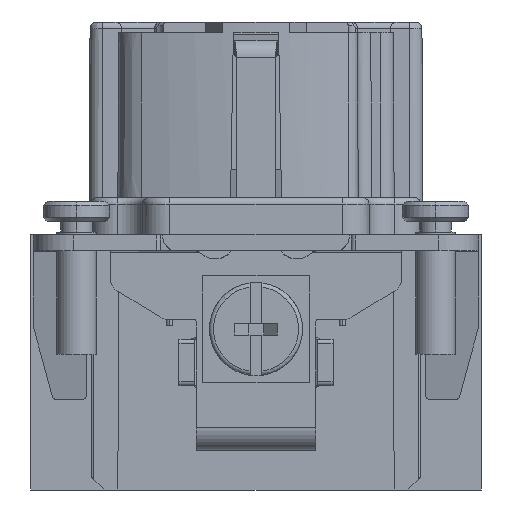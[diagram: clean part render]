
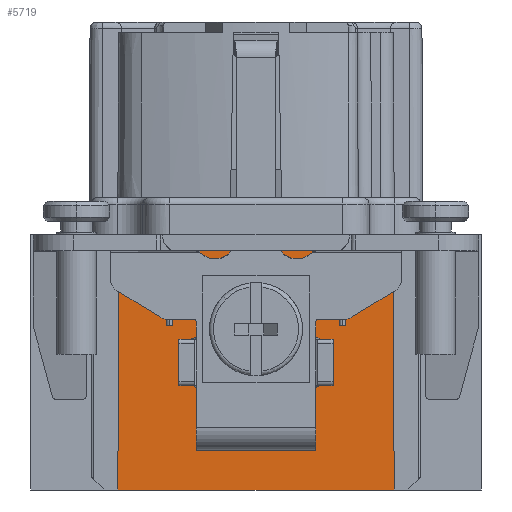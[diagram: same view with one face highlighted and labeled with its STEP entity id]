
A CAD part, front view. The second image highlights one B-rep face of the part: STEP entity #5719.
In plain terms, the highlighted planar face has unit normal (0, -1, 0).
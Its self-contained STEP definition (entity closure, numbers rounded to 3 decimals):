
#2346=PLANE('',#51311);
#2689=FACE_BOUND('',#11008,.T.);
#2690=FACE_BOUND('',#11009,.T.);
#2691=FACE_BOUND('',#11010,.T.);
#2938=B_SPLINE_CURVE_WITH_KNOTS('',3,(#66091,#66092,#66093,#66094),
 .UNSPECIFIED.,.F.,.F.,(4,4),(0.,1.),.UNSPECIFIED.);
#2941=B_SPLINE_CURVE_WITH_KNOTS('',3,(#66123,#66124,#66125,#66126),
 .UNSPECIFIED.,.F.,.F.,(4,4),(0.,1.),.UNSPECIFIED.);
#2946=B_SPLINE_CURVE_WITH_KNOTS('',3,(#66170,#66171,#66172,#66173),
 .UNSPECIFIED.,.F.,.F.,(4,4),(0.,1.),.UNSPECIFIED.);
#2949=B_SPLINE_CURVE_WITH_KNOTS('',3,(#66202,#66203,#66204,#66205),
 .UNSPECIFIED.,.F.,.F.,(4,4),(0.,1.),.UNSPECIFIED.);
#5719=ADVANCED_FACE('',(#2689,#2690,#2691),#2346,.F.);
#11008=EDGE_LOOP('',(#25229,#25230,#25231,#25232));
#11009=EDGE_LOOP('',(#25233,#25234));
#11010=EDGE_LOOP('',(#25235,#25236,#25237,#25238,#25239,#25240,#25241,#25242,
#25243,#25244,#25245,#25246,#25247,#25248,#25249,#25250));
#11507=CIRCLE('',#48646,2.);
#11510=CIRCLE('',#48656,2.);
#25229=ORIENTED_EDGE('',*,*,#37072,.F.);
#25230=ORIENTED_EDGE('',*,*,#37082,.T.);
#25231=ORIENTED_EDGE('',*,*,#37078,.T.);
#25232=ORIENTED_EDGE('',*,*,#37076,.T.);
#25233=ORIENTED_EDGE('',*,*,#31190,.T.);
#25234=ORIENTED_EDGE('',*,*,#31207,.T.);
#25235=ORIENTED_EDGE('',*,*,#35059,.F.);
#25236=ORIENTED_EDGE('',*,*,#35043,.F.);
#25237=ORIENTED_EDGE('',*,*,#37170,.T.);
#25238=ORIENTED_EDGE('',*,*,#31215,.F.);
#25239=ORIENTED_EDGE('',*,*,#31212,.T.);
#25240=ORIENTED_EDGE('',*,*,#31220,.T.);
#25241=ORIENTED_EDGE('',*,*,#37171,.T.);
#25242=ORIENTED_EDGE('',*,*,#35150,.T.);
#25243=ORIENTED_EDGE('',*,*,#35174,.T.);
#25244=ORIENTED_EDGE('',*,*,#35146,.F.);
#25245=ORIENTED_EDGE('',*,*,#37172,.T.);
#25246=ORIENTED_EDGE('',*,*,#31228,.F.);
#25247=ORIENTED_EDGE('',*,*,#31225,.T.);
#25248=ORIENTED_EDGE('',*,*,#31233,.T.);
#25249=ORIENTED_EDGE('',*,*,#37173,.T.);
#25250=ORIENTED_EDGE('',*,*,#35047,.T.);
#26403=VERTEX_POINT('',#66009);
#26404=VERTEX_POINT('',#66011);
#26416=VERTEX_POINT('',#66054);
#26419=VERTEX_POINT('',#66063);
#26421=VERTEX_POINT('',#66071);
#26424=VERTEX_POINT('',#66122);
#26426=VERTEX_POINT('',#66133);
#26429=VERTEX_POINT('',#66142);
#26431=VERTEX_POINT('',#66150);
#26434=VERTEX_POINT('',#66201);
#28984=VERTEX_POINT('',#75632);
#28987=VERTEX_POINT('',#75637);
#28989=VERTEX_POINT('',#75642);
#28991=VERTEX_POINT('',#75646);
#29046=VERTEX_POINT('',#75857);
#29047=VERTEX_POINT('',#75859);
#29049=VERTEX_POINT('',#75867);
#29050=VERTEX_POINT('',#75868);
#30295=VERTEX_POINT('',#80070);
#30296=VERTEX_POINT('',#80072);
#30297=VERTEX_POINT('',#80076);
#30298=VERTEX_POINT('',#80082);
#31190=EDGE_CURVE('',#26403,#26404,#11507,.T.);
#31207=EDGE_CURVE('',#26404,#26403,#11510,.T.);
#31212=EDGE_CURVE('',#26416,#26419,#37501,.T.);
#31215=EDGE_CURVE('',#26416,#26421,#2938,.T.);
#31220=EDGE_CURVE('',#26419,#26424,#2941,.T.);
#31225=EDGE_CURVE('',#26426,#26429,#37502,.T.);
#31228=EDGE_CURVE('',#26426,#26431,#2946,.T.);
#31233=EDGE_CURVE('',#26429,#26434,#2949,.T.);
#35043=EDGE_CURVE('',#28987,#28984,#40567,.T.);
#35047=EDGE_CURVE('',#28989,#28991,#40571,.T.);
#35059=EDGE_CURVE('',#28984,#28991,#40582,.T.);
#35146=EDGE_CURVE('',#29046,#29047,#40640,.T.);
#35150=EDGE_CURVE('',#29049,#29050,#40644,.T.);
#35174=EDGE_CURVE('',#29050,#29047,#40668,.T.);
#37072=EDGE_CURVE('',#30296,#30295,#42504,.T.);
#37076=EDGE_CURVE('',#30297,#30295,#42508,.T.);
#37078=EDGE_CURVE('',#30298,#30297,#42510,.T.);
#37082=EDGE_CURVE('',#30296,#30298,#42514,.T.);
#37170=EDGE_CURVE('',#28987,#26421,#42564,.T.);
#37171=EDGE_CURVE('',#26424,#29049,#42565,.T.);
#37172=EDGE_CURVE('',#29046,#26431,#42566,.T.);
#37173=EDGE_CURVE('',#26434,#28989,#42567,.T.);
#37501=LINE('',#66064,#42859);
#37502=LINE('',#66143,#42860);
#40567=LINE('',#75638,#45925);
#40571=LINE('',#75647,#45929);
#40582=LINE('',#75677,#45940);
#40640=LINE('',#75858,#45998);
#40644=LINE('',#75866,#46002);
#40668=LINE('',#75915,#46026);
#42504=LINE('',#80073,#47862);
#42508=LINE('',#80079,#47866);
#42510=LINE('',#80083,#47868);
#42514=LINE('',#80089,#47872);
#42564=LINE('',#80513,#47922);
#42565=LINE('',#80514,#47923);
#42566=LINE('',#80515,#47924);
#42567=LINE('',#80516,#47925);
#42859=VECTOR('',#53012,1.);
#42860=VECTOR('',#53029,1.);
#45925=VECTOR('',#59704,1.);
#45929=VECTOR('',#59710,1.);
#45940=VECTOR('',#59737,1.);
#45998=VECTOR('',#59897,1.);
#46002=VECTOR('',#59905,1.);
#46026=VECTOR('',#59943,1.);
#47862=VECTOR('',#63197,1.);
#47866=VECTOR('',#63203,1.);
#47868=VECTOR('',#63207,1.);
#47872=VECTOR('',#63213,1.);
#47922=VECTOR('',#63375,1.);
#47923=VECTOR('',#63376,1.);
#47924=VECTOR('',#63377,1.);
#47925=VECTOR('',#63378,1.);
#48646=AXIS2_PLACEMENT_3D('',#66012,#52968,#52969);
#48656=AXIS2_PLACEMENT_3D('',#66046,#53002,#53003);
#51311=AXIS2_PLACEMENT_3D('',#80517,#63379,#63380);
#52968=DIRECTION('',(0.,1.,0.));
#52969=DIRECTION('',(-1.,0.,0.));
#53002=DIRECTION('',(0.,1.,0.));
#53003=DIRECTION('',(1.,0.,0.));
#53012=DIRECTION('',(-1.,0.,0.));
#53029=DIRECTION('',(-1.,0.,0.));
#59704=DIRECTION('',(0.005,0.,-1.));
#59710=DIRECTION('',(-0.005,0.,-1.));
#59737=DIRECTION('',(-1.,0.,0.));
#59897=DIRECTION('',(0.,0.,1.));
#59905=DIRECTION('',(0.,0.,1.));
#59943=DIRECTION('',(-1.,0.,0.));
#63197=DIRECTION('',(1.,0.,0.));
#63203=DIRECTION('',(0.,0.,-1.));
#63207=DIRECTION('',(1.,0.,0.));
#63213=DIRECTION('',(0.,0.,1.));
#63375=DIRECTION('',(-1.,0.,0.));
#63376=DIRECTION('',(-1.,0.,0.));
#63377=DIRECTION('',(-1.,0.,0.));
#63378=DIRECTION('',(-1.,0.,0.));
#63379=DIRECTION('',(0.,1.,0.));
#63380=DIRECTION('',(-1.,0.,0.));
#66009=CARTESIAN_POINT('',(-2.,-43.85,-9.8));
#66011=CARTESIAN_POINT('',(2.,-43.85,-9.8));
#66012=CARTESIAN_POINT('',(0.,-43.85,-9.8));
#66046=CARTESIAN_POINT('',(0.,-43.85,-9.8));
#66054=CARTESIAN_POINT('',(6.703,-43.85,-9.5));
#66063=CARTESIAN_POINT('',(6.297,-43.85,-9.5));
#66064=CARTESIAN_POINT('',(6.703,-43.85,-9.5));
#66071=CARTESIAN_POINT('',(6.743,-43.85,-3.8));
#66091=CARTESIAN_POINT('',(6.703,-43.85,-9.5));
#66092=CARTESIAN_POINT('',(6.718,-43.85,-7.6));
#66093=CARTESIAN_POINT('',(6.731,-43.85,-5.7));
#66094=CARTESIAN_POINT('',(6.743,-43.85,-3.8));
#66122=CARTESIAN_POINT('',(6.257,-43.85,-3.8));
#66123=CARTESIAN_POINT('',(6.297,-43.85,-9.5));
#66124=CARTESIAN_POINT('',(6.282,-43.85,-7.6));
#66125=CARTESIAN_POINT('',(6.269,-43.85,-5.7));
#66126=CARTESIAN_POINT('',(6.257,-43.85,-3.8));
#66133=CARTESIAN_POINT('',(-6.297,-43.85,-9.5));
#66142=CARTESIAN_POINT('',(-6.703,-43.85,-9.5));
#66143=CARTESIAN_POINT('',(-6.297,-43.85,-9.5));
#66150=CARTESIAN_POINT('',(-6.257,-43.85,-3.8));
#66170=CARTESIAN_POINT('',(-6.297,-43.85,-9.5));
#66171=CARTESIAN_POINT('',(-6.282,-43.85,-7.6));
#66172=CARTESIAN_POINT('',(-6.269,-43.85,-5.7));
#66173=CARTESIAN_POINT('',(-6.257,-43.85,-3.8));
#66201=CARTESIAN_POINT('',(-6.743,-43.85,-3.8));
#66202=CARTESIAN_POINT('',(-6.703,-43.85,-9.5));
#66203=CARTESIAN_POINT('',(-6.718,-43.85,-7.6));
#66204=CARTESIAN_POINT('',(-6.731,-43.85,-5.7));
#66205=CARTESIAN_POINT('',(-6.743,-43.85,-3.8));
#75632=CARTESIAN_POINT('',(10.395,-43.85,-21.9));
#75637=CARTESIAN_POINT('',(10.3,-43.85,-3.8));
#75638=CARTESIAN_POINT('',(10.3,-43.85,-3.8));
#75642=CARTESIAN_POINT('',(-10.3,-43.85,-3.8));
#75646=CARTESIAN_POINT('',(-10.395,-43.85,-21.9));
#75647=CARTESIAN_POINT('',(-10.3,-43.85,-3.8));
#75677=CARTESIAN_POINT('',(10.395,-43.85,-21.9));
#75857=CARTESIAN_POINT('',(-2.5,-43.85,-3.8));
#75858=CARTESIAN_POINT('',(-2.5,-43.85,-3.8));
#75859=CARTESIAN_POINT('',(-2.5,-43.85,-2.9));
#75866=CARTESIAN_POINT('',(2.5,-43.85,-3.8));
#75867=CARTESIAN_POINT('',(2.5,-43.85,-3.8));
#75868=CARTESIAN_POINT('',(2.5,-43.85,-2.9));
#75915=CARTESIAN_POINT('',(2.5,-43.85,-2.9));
#80070=CARTESIAN_POINT('',(4.5,-43.85,-18.9));
#80072=CARTESIAN_POINT('',(-4.5,-43.85,-18.9));
#80073=CARTESIAN_POINT('',(-4.5,-43.85,-18.9));
#80076=CARTESIAN_POINT('',(4.5,-43.85,-17.7));
#80079=CARTESIAN_POINT('',(4.5,-43.85,-17.7));
#80082=CARTESIAN_POINT('',(-4.5,-43.85,-17.7));
#80083=CARTESIAN_POINT('',(-4.5,-43.85,-17.7));
#80089=CARTESIAN_POINT('',(-4.5,-43.85,-18.9));
#80513=CARTESIAN_POINT('',(10.3,-43.85,-3.8));
#80514=CARTESIAN_POINT('',(6.257,-43.85,-3.8));
#80515=CARTESIAN_POINT('',(-2.5,-43.85,-3.8));
#80516=CARTESIAN_POINT('',(-6.743,-43.85,-3.8));
#80517=CARTESIAN_POINT('',(16.95,-43.85,-14.8));
